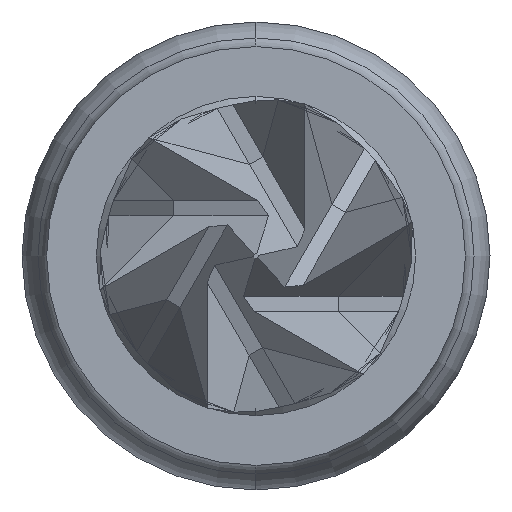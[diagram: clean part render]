
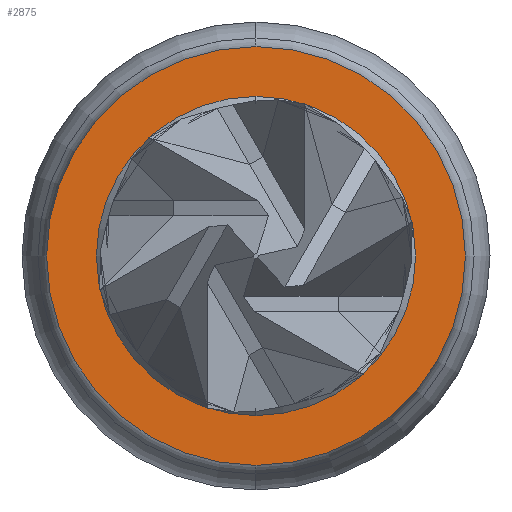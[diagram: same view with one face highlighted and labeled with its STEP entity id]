
A CAD part, left-side view. The second image highlights one B-rep face of the part: STEP entity #2875.
In plain terms, the highlighted planar face has unit normal (-1, 0, 0).
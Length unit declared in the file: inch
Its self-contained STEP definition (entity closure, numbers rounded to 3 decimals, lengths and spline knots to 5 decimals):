
#57 = AXIS2_PLACEMENT_3D ( 'NONE', #3263, #1710, #1271 ) ;
#99 = EDGE_CURVE ( 'NONE', #1978, #3299, #489, .T. ) ;
#191 = EDGE_CURVE ( 'NONE', #2173, #456, #1239, .T. ) ;
#246 = DIRECTION ( 'NONE',  ( 0., -1., 0. ) ) ;
#388 = CARTESIAN_POINT ( 'NONE',  ( 0., 0., -0.01378 ) ) ;
#394 = PLANE ( 'NONE',  #57 ) ;
#413 = CARTESIAN_POINT ( 'NONE',  ( 0., 0., 0.01378 ) ) ;
#416 = AXIS2_PLACEMENT_3D ( 'NONE', #3038, #2762, #2408 ) ;
#423 = CARTESIAN_POINT ( 'NONE',  ( 0., 0., 0.0105 ) ) ;
#456 = VERTEX_POINT ( 'NONE', #413 ) ;
#480 = AXIS2_PLACEMENT_3D ( 'NONE', #2611, #2623, #2650 ) ;
#489 = CIRCLE ( 'NONE', #480, 0.0105 ) ;
#568 = CARTESIAN_POINT ( 'NONE',  ( 0., 0., 0. ) ) ;
#650 = CIRCLE ( 'NONE', #416, 0.01378 ) ;
#962 = EDGE_CURVE ( 'NONE', #456, #2173, #650, .T. ) ;
#1018 = EDGE_LOOP ( 'NONE', ( #2176, #3066 ) ) ;
#1021 = ORIENTED_EDGE ( 'NONE', *, *, #2735, .F. ) ;
#1188 = ORIENTED_EDGE ( 'NONE', *, *, #99, .F. ) ;
#1239 = CIRCLE ( 'NONE', #3274, 0.01378 ) ;
#1271 = DIRECTION ( 'NONE',  ( 0., 0., 1. ) ) ;
#1293 = FACE_BOUND ( 'NONE', #2620, .T. ) ;
#1710 = DIRECTION ( 'NONE',  ( -1., 0., 0. ) ) ;
#1717 = CARTESIAN_POINT ( 'NONE',  ( 0., 0., -0.0105 ) ) ;
#1811 = DIRECTION ( 'NONE',  ( -1., 0., 0. ) ) ;
#1890 = CIRCLE ( 'NONE', #3190, 0.0105 ) ;
#1894 = FACE_OUTER_BOUND ( 'NONE', #1018, .T. ) ;
#1978 = VERTEX_POINT ( 'NONE', #1717 ) ;
#2173 = VERTEX_POINT ( 'NONE', #388 ) ;
#2176 = ORIENTED_EDGE ( 'NONE', *, *, #962, .T. ) ;
#2408 = DIRECTION ( 'NONE',  ( 0., 0., 1. ) ) ;
#2611 = CARTESIAN_POINT ( 'NONE',  ( 0., 0., 0. ) ) ;
#2620 = EDGE_LOOP ( 'NONE', ( #1188, #1021 ) ) ;
#2623 = DIRECTION ( 'NONE',  ( -1., 0., 0. ) ) ;
#2650 = DIRECTION ( 'NONE',  ( 0., -1., 0. ) ) ;
#2735 = EDGE_CURVE ( 'NONE', #3299, #1978, #1890, .T. ) ;
#2762 = DIRECTION ( 'NONE',  ( -1., 0., 0. ) ) ;
#2875 = ADVANCED_FACE ( 'NONE', ( #1293, #1894 ), #394, .T. ) ;
#3038 = CARTESIAN_POINT ( 'NONE',  ( 0., 0., 0. ) ) ;
#3066 = ORIENTED_EDGE ( 'NONE', *, *, #191, .T. ) ;
#3107 = DIRECTION ( 'NONE',  ( -1., 0., 0. ) ) ;
#3114 = DIRECTION ( 'NONE',  ( 0., 0., 1. ) ) ;
#3190 = AXIS2_PLACEMENT_3D ( 'NONE', #3369, #1811, #246 ) ;
#3263 = CARTESIAN_POINT ( 'NONE',  ( 0., 0.0129, 0. ) ) ;
#3274 = AXIS2_PLACEMENT_3D ( 'NONE', #568, #3107, #3114 ) ;
#3299 = VERTEX_POINT ( 'NONE', #423 ) ;
#3369 = CARTESIAN_POINT ( 'NONE',  ( 0., 0., 0. ) ) ;
